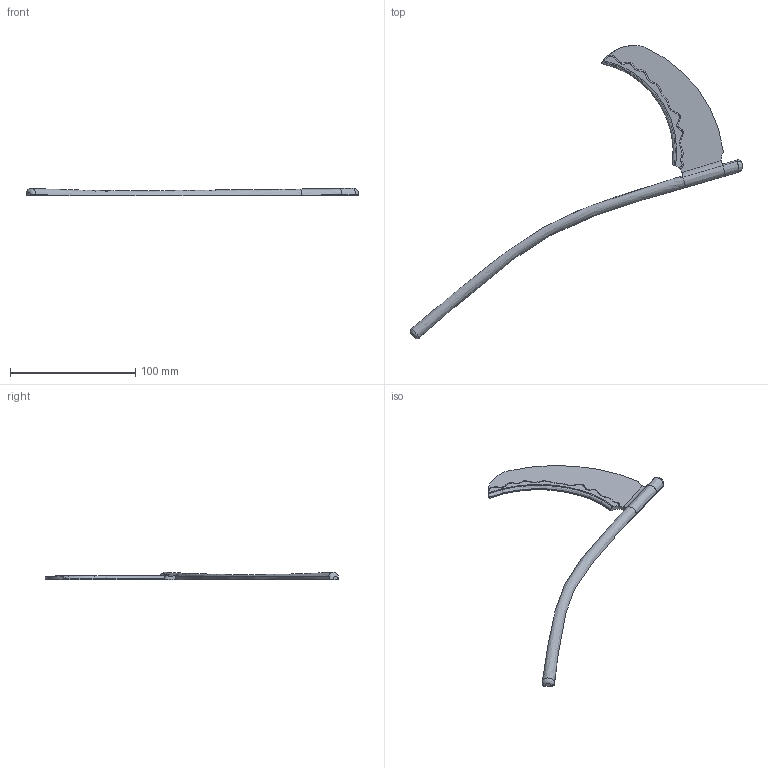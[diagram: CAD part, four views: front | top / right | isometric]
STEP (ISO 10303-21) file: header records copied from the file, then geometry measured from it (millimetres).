
FILE_DESCRIPTION(/* description */ (''),/* implementation_level */ '2;1');
FILE_NAME(/* name */ 'Scythe Printable.step',/* time_stamp */ '2025-11-16T12:10:06Z',/* author */ (''),/* organization */ (''),/* preprocessor_version */ 'ST-DEVELOPER v20.1',/* originating_system */ 'Autodesk Translation Framework v14.17.0.0',/* authorisation */ '');
FILE_SCHEMA (('AUTOMOTIVE_DESIGN { 1 0 10303 214 3 1 1 }'));
Length unit declared in the file: millimetre
Products named in the file (1): 2025-10-27-20-00-49-779
Bounding box: 265.43 x 234.34 x 6.04 mm (x, y, z)
Volume: 22781 mm3; surface area: 15899.1 mm2
Topology: 1 solids, 1 shells, 35 faces, 93 edges, 60 vertices
Faces by surface type: bspline 21, cylinder 6, plane 5, torus 2, sphere 1
Entity records: 2385 total; most frequent: CARTESIAN_POINT 1581, ORIENTED_EDGE 186, EDGE_CURVE 93, DIRECTION 93, VERTEX_POINT 60, B_SPLINE_CURVE_WITH_KNOTS 53, AXIS2_PLACEMENT_3D 43, FACE_OUTER_BOUND 35
